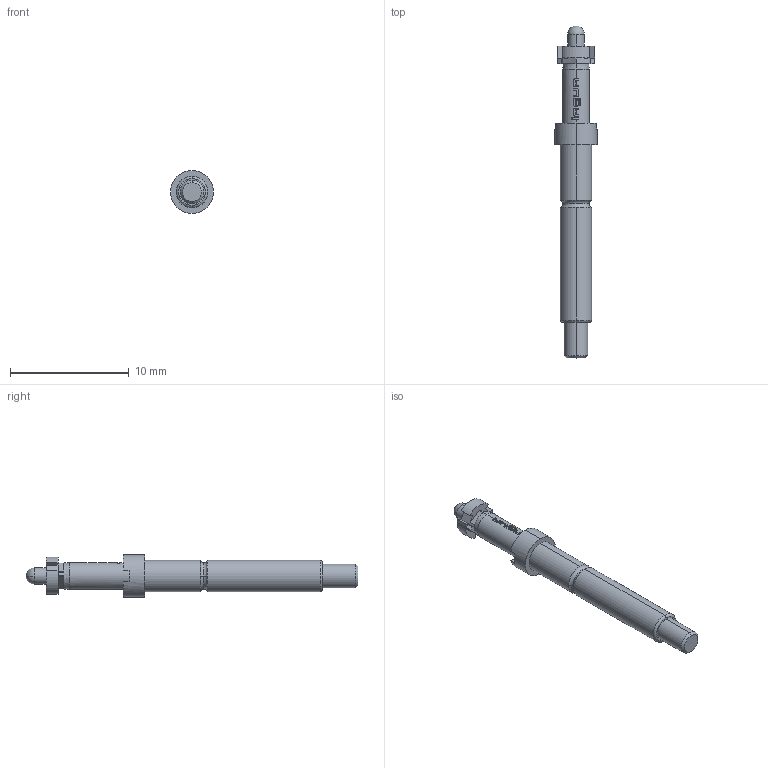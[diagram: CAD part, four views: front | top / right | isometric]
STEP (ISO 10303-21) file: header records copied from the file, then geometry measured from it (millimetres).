
FILE_DESCRIPTION (( 'STEP AP203' ), '1' );
FILE_NAME ('INGUN_T-888_305_140_170_320Axx02M.STEP', '2022-02-10T11:06:04', ( 'ochi' ), ( '' ), 'SwSTEP 2.0', 'SolidWorks 2018', '' );
FILE_SCHEMA (( 'CONFIG_CONTROL_DESIGN' ));
Length unit declared in the file: millimetre
Products named in the file (1): INGUN_T-888_305_140_170_320Axx02M
Bounding box: 3.6 x 28 x 3.6 mm (x, y, z)
Volume: 139.6 mm3; surface area: 250.7 mm2
Topology: 1 solids, 1 shells, 134 faces, 375 edges, 245 vertices
Faces by surface type: plane 73, cylinder 27, bspline 22, torus 6, cone 4, sphere 2
Entity records: 4674 total; most frequent: CARTESIAN_POINT 1273, ORIENTED_EDGE 746, DIRECTION 639, EDGE_CURVE 373, VERTEX_POINT 245, AXIS2_PLACEMENT_3D 239, LINE 161, VECTOR 161
